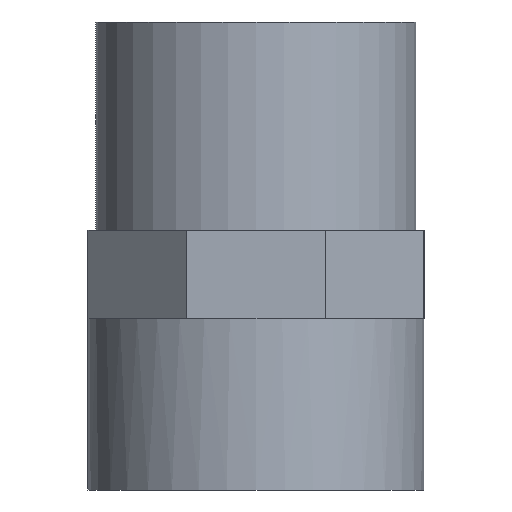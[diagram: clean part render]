
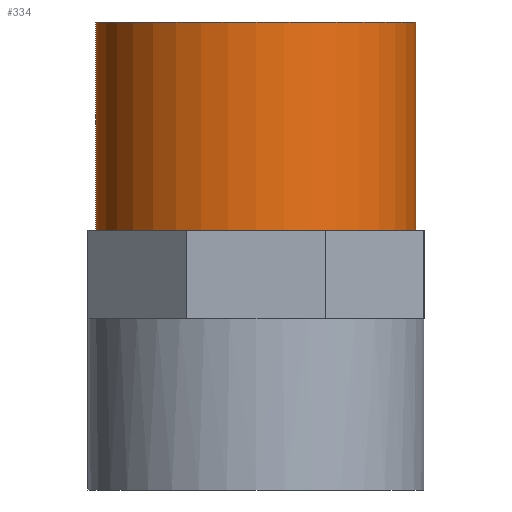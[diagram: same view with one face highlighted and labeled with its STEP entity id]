
A CAD part, front view. The second image highlights one B-rep face of the part: STEP entity #334.
In plain terms, the highlighted cylindrical face has radius 20 mm (diameter 40 mm), a full revolution.
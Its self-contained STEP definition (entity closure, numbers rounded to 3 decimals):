
#98=FACE_BOUND($,#128,.T.);
#104=FACE_OUTER_BOUND($,#127,.T.);
#127=EDGE_LOOP($,(#242));
#128=EDGE_LOOP($,(#243));
#155=CIRCLE($,#362,20.);
#156=CIRCLE($,#363,20.);
#168=VERTEX_POINT($,#504);
#169=VERTEX_POINT($,#506);
#197=EDGE_CURVE($,#168,#168,#155,.T.);
#198=EDGE_CURVE($,#169,#169,#156,.T.);
#242=ORIENTED_EDGE($,*,*,#197,.T.);
#243=ORIENTED_EDGE($,*,*,#198,.F.);
#331=CYLINDRICAL_SURFACE($,#361,20.);
#334=ADVANCED_FACE($,(#104,#98),#331,.T.);
#361=AXIS2_PLACEMENT_3D($,#503,#401,#402);
#362=AXIS2_PLACEMENT_3D($,#505,#403,#404);
#363=AXIS2_PLACEMENT_3D($,#507,#405,#406);
#401=DIRECTION('center_axis',(0.,0.,1.));
#402=DIRECTION('ref_axis',(1.,0.,0.));
#403=DIRECTION('center_axis',(0.,0.,1.));
#404=DIRECTION('ref_axis',(1.,0.,0.));
#405=DIRECTION('center_axis',(0.,0.,1.));
#406=DIRECTION('ref_axis',(1.,0.,0.));
#503=CARTESIAN_POINT('Origin',(0.,0.,32.5));
#504=CARTESIAN_POINT('',(-20.,0.,32.5));
#505=CARTESIAN_POINT('Origin',(0.,0.,32.5));
#506=CARTESIAN_POINT('',(-20.,0.,58.5));
#507=CARTESIAN_POINT('Origin',(0.,0.,58.5));
